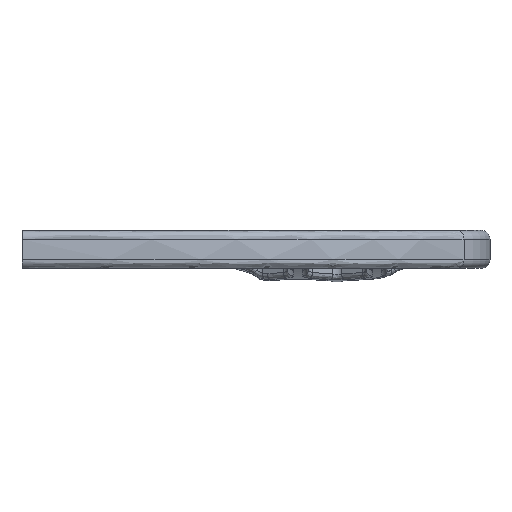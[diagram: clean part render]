
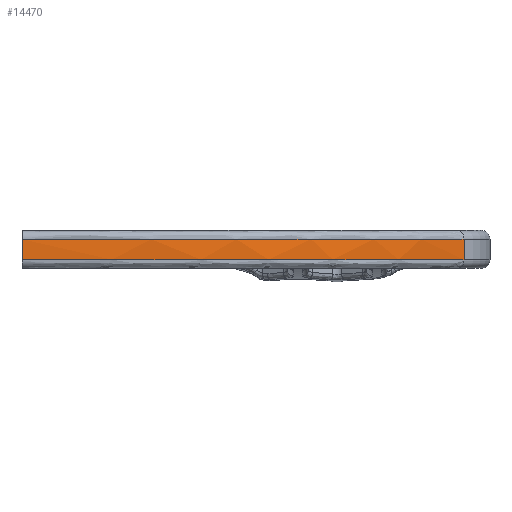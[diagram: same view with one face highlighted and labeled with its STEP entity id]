
A CAD part, left-side view. The second image highlights one B-rep face of the part: STEP entity #14470.
In plain terms, the highlighted free-form (B-spline) face has degree [5, 1] with [25, 2] control points.
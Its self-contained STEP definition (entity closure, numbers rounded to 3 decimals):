
#26=(
BOUNDED_SURFACE()
B_SPLINE_SURFACE(5,1,((#28317,#28318),(#28319,#28320),(#28321,#28322),(#28323,
#28324),(#28325,#28326),(#28327,#28328),(#28329,#28330),(#28331,#28332),
(#28333,#28334),(#28335,#28336),(#28337,#28338),(#28339,#28340),(#28341,
#28342),(#28343,#28344),(#28345,#28346),(#28347,#28348),(#28349,#28350),
(#28351,#28352),(#28353,#28354),(#28355,#28356),(#28357,#28358),(#28359,
#28360),(#28361,#28362),(#28363,#28364),(#28365,#28366)),.UNSPECIFIED.,
 .F.,.F.,.F.)
B_SPLINE_SURFACE_WITH_KNOTS((6,1,1,1,1,1,1,1,1,1,1,1,1,1,1,1,1,1,1,1,6),
(2,2),(-1.,-0.95,-0.9,-0.85,-0.8,-0.75,-0.7,-0.65,-0.6,-0.55,-0.5,-0.45,
-0.4,-0.35,-0.3,-0.25,-0.2,-0.15,-0.1,-0.05,-0.048),(0.,1.3),
 .UNSPECIFIED.)
GEOMETRIC_REPRESENTATION_ITEM()
RATIONAL_B_SPLINE_SURFACE(((1.,1.),(1.,1.),(1.,1.),(1.,1.),(1.,1.),(1.,
1.),(1.,1.),(1.,1.),(1.,1.),(1.,1.),(1.,1.),(1.,1.),(1.,1.),(1.,1.),(1.,
1.),(1.,1.),(1.,1.),(1.,1.),(1.,1.),(1.,1.),(1.,1.),(1.,1.),(1.,1.),(1.,
1.),(1.,1.)))
REPRESENTATION_ITEM('')
SURFACE()
);
#393=B_SPLINE_CURVE_WITH_KNOTS('',3,(#28168,#28169,#28170,#28171,#28172,
#28173,#28174,#28175,#28176,#28177,#28178),.UNSPECIFIED.,.F.,.F.,(4,1,1,
1,1,1,1,1,4),(0.,2.333,4.667,7.,9.333,
11.667,14.,15.167,16.333),
 .UNSPECIFIED.);
#396=B_SPLINE_CURVE_WITH_KNOTS('',3,(#28237,#28238,#28239,#28240,#28241,
#28242),.UNSPECIFIED.,.F.,.F.,(4,2,4),(-1.,-0.65,-0.3),.UNSPECIFIED.);
#398=B_SPLINE_CURVE_WITH_KNOTS('',3,(#28369,#28370,#28371,#28372,#28373,
#28374,#28375,#28376,#28377,#28378,#28379),.UNSPECIFIED.,.F.,.F.,(4,1,1,
1,1,1,1,1,4),(0.,1.167,2.333,4.667,
7.,9.333,11.667,14.,16.333),
 .UNSPECIFIED.);
#2563=FACE_OUTER_BOUND('',#3497,.T.);
#3497=EDGE_LOOP('',(#12587,#12588,#12589,#12590));
#4506=LINE('',#28368,#5510);
#5510=VECTOR('',#20225,10.);
#6974=VERTEX_POINT('',#28098);
#6976=VERTEX_POINT('',#28167);
#6977=VERTEX_POINT('',#28236);
#6990=VERTEX_POINT('',#28367);
#8937=EDGE_CURVE('',#6974,#6976,#393,.T.);
#8940=EDGE_CURVE('',#6977,#6976,#396,.T.);
#8955=EDGE_CURVE('',#6974,#6990,#4506,.T.);
#8956=EDGE_CURVE('',#6977,#6990,#398,.T.);
#12587=ORIENTED_EDGE('',*,*,#8937,.F.);
#12588=ORIENTED_EDGE('',*,*,#8955,.T.);
#12589=ORIENTED_EDGE('',*,*,#8956,.F.);
#12590=ORIENTED_EDGE('',*,*,#8940,.T.);
#14470=ADVANCED_FACE('',(#2563),#26,.T.);
#20225=DIRECTION('',(0.,0.,1.));
#28098=CARTESIAN_POINT('',(-21.329,9.122,3.));
#28167=CARTESIAN_POINT('',(-76.203,160.5,3.));
#28168=CARTESIAN_POINT('Ctrl Pts',(-21.329,9.122,3.));
#28169=CARTESIAN_POINT('Ctrl Pts',(-26.874,14.728,3.));
#28170=CARTESIAN_POINT('Ctrl Pts',(-37.375,26.538,3.));
#28171=CARTESIAN_POINT('Ctrl Pts',(-50.795,46.23,3.));
#28172=CARTESIAN_POINT('Ctrl Pts',(-61.219,67.692,3.));
#28173=CARTESIAN_POINT('Ctrl Pts',(-68.348,90.406,3.));
#28174=CARTESIAN_POINT('Ctrl Pts',(-72.653,113.688,3.));
#28175=CARTESIAN_POINT('Ctrl Pts',(-74.667,133.173,3.));
#28176=CARTESIAN_POINT('Ctrl Pts',(-75.699,148.81,3.));
#28177=CARTESIAN_POINT('Ctrl Pts',(-76.055,156.598,3.));
#28178=CARTESIAN_POINT('Ctrl Pts',(-76.203,160.5,3.));
#28236=CARTESIAN_POINT('',(-76.203,160.5,10.));
#28237=CARTESIAN_POINT('Ctrl Pts',(-76.203,160.5,10.));
#28238=CARTESIAN_POINT('Ctrl Pts',(-76.203,160.5,8.833));
#28239=CARTESIAN_POINT('Ctrl Pts',(-76.203,160.5,7.667));
#28240=CARTESIAN_POINT('Ctrl Pts',(-76.203,160.5,5.333));
#28241=CARTESIAN_POINT('Ctrl Pts',(-76.203,160.5,4.167));
#28242=CARTESIAN_POINT('Ctrl Pts',(-76.203,160.5,3.));
#28317=CARTESIAN_POINT('Ctrl Pts',(-50.,535.,0.));
#28318=CARTESIAN_POINT('Ctrl Pts',(-50.,535.,13.));
#28319=CARTESIAN_POINT('Ctrl Pts',(-50.721,533.526,0.));
#28320=CARTESIAN_POINT('Ctrl Pts',(-50.721,533.526,13.));
#28321=CARTESIAN_POINT('Ctrl Pts',(-52.149,530.043,0.));
#28322=CARTESIAN_POINT('Ctrl Pts',(-52.149,530.043,13.));
#28323=CARTESIAN_POINT('Ctrl Pts',(-54.246,523.216,0.));
#28324=CARTESIAN_POINT('Ctrl Pts',(-54.246,523.216,13.));
#28325=CARTESIAN_POINT('Ctrl Pts',(-56.955,510.895,0.));
#28326=CARTESIAN_POINT('Ctrl Pts',(-56.955,510.895,13.));
#28327=CARTESIAN_POINT('Ctrl Pts',(-60.189,490.177,0.));
#28328=CARTESIAN_POINT('Ctrl Pts',(-60.189,490.177,13.));
#28329=CARTESIAN_POINT('Ctrl Pts',(-63.256,464.428,0.));
#28330=CARTESIAN_POINT('Ctrl Pts',(-63.256,464.428,13.));
#28331=CARTESIAN_POINT('Ctrl Pts',(-66.131,434.319,0.));
#28332=CARTESIAN_POINT('Ctrl Pts',(-66.131,434.319,13.));
#28333=CARTESIAN_POINT('Ctrl Pts',(-68.778,400.784,0.));
#28334=CARTESIAN_POINT('Ctrl Pts',(-68.778,400.784,13.));
#28335=CARTESIAN_POINT('Ctrl Pts',(-71.153,364.915,0.));
#28336=CARTESIAN_POINT('Ctrl Pts',(-71.153,364.915,13.));
#28337=CARTESIAN_POINT('Ctrl Pts',(-73.207,327.852,0.));
#28338=CARTESIAN_POINT('Ctrl Pts',(-73.207,327.852,13.));
#28339=CARTESIAN_POINT('Ctrl Pts',(-74.882,290.686,0.));
#28340=CARTESIAN_POINT('Ctrl Pts',(-74.882,290.686,13.));
#28341=CARTESIAN_POINT('Ctrl Pts',(-76.118,254.358,0.));
#28342=CARTESIAN_POINT('Ctrl Pts',(-76.118,254.358,13.));
#28343=CARTESIAN_POINT('Ctrl Pts',(-76.859,219.542,0.));
#28344=CARTESIAN_POINT('Ctrl Pts',(-76.859,219.542,13.));
#28345=CARTESIAN_POINT('Ctrl Pts',(-76.998,186.664,0.));
#28346=CARTESIAN_POINT('Ctrl Pts',(-76.998,186.664,13.));
#28347=CARTESIAN_POINT('Ctrl Pts',(-76.336,155.942,0.));
#28348=CARTESIAN_POINT('Ctrl Pts',(-76.336,155.942,13.));
#28349=CARTESIAN_POINT('Ctrl Pts',(-74.493,127.397,0.));
#28350=CARTESIAN_POINT('Ctrl Pts',(-74.493,127.397,13.));
#28351=CARTESIAN_POINT('Ctrl Pts',(-70.928,100.901,0.));
#28352=CARTESIAN_POINT('Ctrl Pts',(-70.928,100.901,13.));
#28353=CARTESIAN_POINT('Ctrl Pts',(-64.702,76.142,0.));
#28354=CARTESIAN_POINT('Ctrl Pts',(-64.702,76.142,13.));
#28355=CARTESIAN_POINT('Ctrl Pts',(-54.896,52.789,0.));
#28356=CARTESIAN_POINT('Ctrl Pts',(-54.896,52.789,13.));
#28357=CARTESIAN_POINT('Ctrl Pts',(-43.763,34.915,0.));
#28358=CARTESIAN_POINT('Ctrl Pts',(-43.763,34.915,13.));
#28359=CARTESIAN_POINT('Ctrl Pts',(-33.462,21.983,0.));
#28360=CARTESIAN_POINT('Ctrl Pts',(-33.462,21.983,13.));
#28361=CARTESIAN_POINT('Ctrl Pts',(-25.681,13.532,0.));
#28362=CARTESIAN_POINT('Ctrl Pts',(-25.681,13.532,13.));
#28363=CARTESIAN_POINT('Ctrl Pts',(-21.489,9.284,0.));
#28364=CARTESIAN_POINT('Ctrl Pts',(-21.489,9.284,13.));
#28365=CARTESIAN_POINT('Ctrl Pts',(-21.329,9.122,0.));
#28366=CARTESIAN_POINT('Ctrl Pts',(-21.329,9.122,13.));
#28367=CARTESIAN_POINT('',(-21.329,9.122,10.));
#28368=CARTESIAN_POINT('',(-21.329,9.122,0.));
#28369=CARTESIAN_POINT('Ctrl Pts',(-76.203,160.5,10.));
#28370=CARTESIAN_POINT('Ctrl Pts',(-76.055,156.598,10.));
#28371=CARTESIAN_POINT('Ctrl Pts',(-75.699,148.81,10.));
#28372=CARTESIAN_POINT('Ctrl Pts',(-74.667,133.173,10.));
#28373=CARTESIAN_POINT('Ctrl Pts',(-72.653,113.687,10.));
#28374=CARTESIAN_POINT('Ctrl Pts',(-68.35,90.406,10.));
#28375=CARTESIAN_POINT('Ctrl Pts',(-61.216,67.692,10.));
#28376=CARTESIAN_POINT('Ctrl Pts',(-50.797,46.229,10.));
#28377=CARTESIAN_POINT('Ctrl Pts',(-37.374,26.539,10.));
#28378=CARTESIAN_POINT('Ctrl Pts',(-26.874,14.728,10.));
#28379=CARTESIAN_POINT('Ctrl Pts',(-21.329,9.122,10.));
